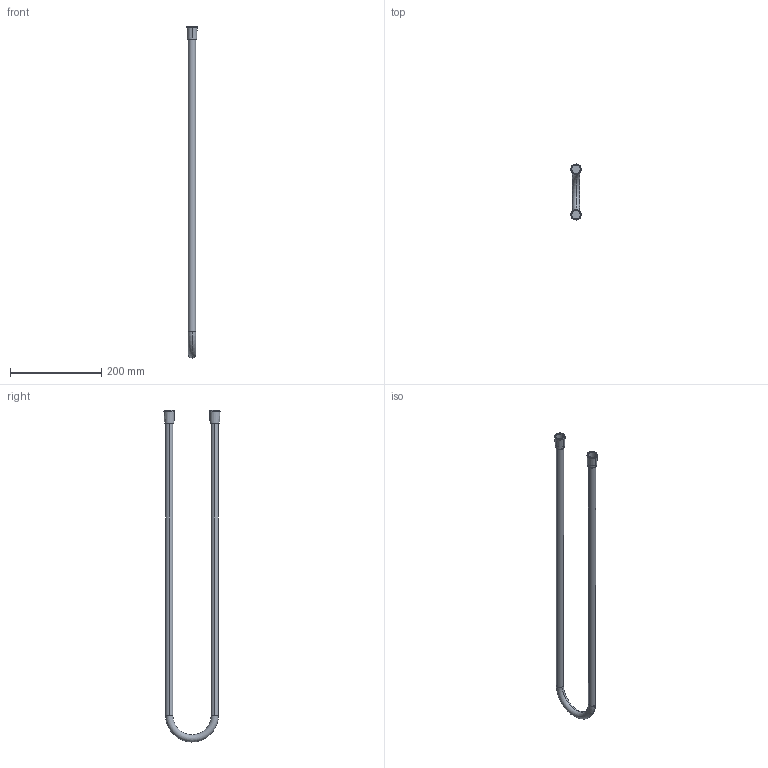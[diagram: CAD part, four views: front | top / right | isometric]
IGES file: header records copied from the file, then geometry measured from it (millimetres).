
Global section: file name: No Iges File Name specified; native system: Autodesk Inventor 2010; preprocessor: AutoDesk Inventor Iges Exporter R2010; author: adaniels; date: 20110107.134526; units: millimetre
Bounding box: 23.06 x 123.06 x 729.04 mm (x, y, z)
Volume: 294661.4 mm3; surface area: 79533 mm2
Topology: 1 solids, 1 shells, 38 faces, 90 edges, 60 vertices
Faces by surface type: torus 10, cylinder 8, bspline 6, plane 6, cone 4, revolution 4
